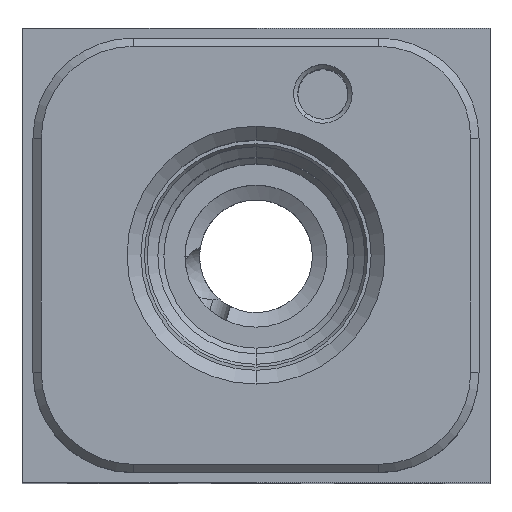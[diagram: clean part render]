
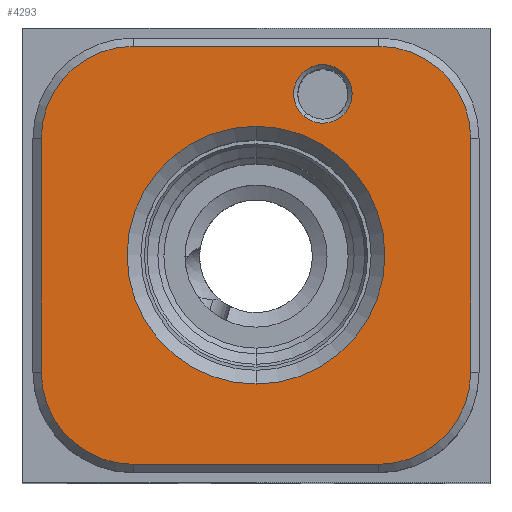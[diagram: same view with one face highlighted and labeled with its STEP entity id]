
A CAD part, top view. The second image highlights one B-rep face of the part: STEP entity #4293.
In plain terms, the highlighted planar face has unit normal (0, 0, 1).
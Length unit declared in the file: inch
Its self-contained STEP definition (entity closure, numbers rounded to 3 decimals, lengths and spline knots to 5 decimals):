
#1466=CARTESIAN_POINT('',(1.125,1.453,2.906));
#1467=DIRECTION('',(0.,0.,-1.));
#1468=DIRECTION('',(-0.643,-0.766,0.));
#1469=AXIS2_PLACEMENT_3D('',#1466,#1467,#1468);
#1471=CARTESIAN_POINT('',(1.125,1.453,2.906));
#1472=DIRECTION('',(0.,0.,-1.));
#1473=DIRECTION('',(0.643,0.766,0.));
#1474=AXIS2_PLACEMENT_3D('',#1471,#1472,#1473);
#1476=CARTESIAN_POINT('',(0.875,0.85,2.906));
#1477=DIRECTION('',(0.,0.,-1.));
#1478=DIRECTION('',(0.,-1.,0.));
#1479=AXIS2_PLACEMENT_3D('',#1476,#1477,#1478);
#1481=CARTESIAN_POINT('',(0.875,0.85,2.906));
#1482=DIRECTION('',(0.,0.,-1.));
#1483=DIRECTION('',(0.,1.,0.));
#1484=AXIS2_PLACEMENT_3D('',#1481,#1482,#1483);
#1486=CARTESIAN_POINT('',(1.334,0.412,2.906));
#1487=DIRECTION('',(0.,0.,-1.));
#1488=DIRECTION('',(1.,0.,0.));
#1489=AXIS2_PLACEMENT_3D('',#1486,#1487,#1488);
#1500=DIRECTION('',(0.,-1.,0.));
#1501=VECTOR('',#1500,0.875);
#1502=CARTESIAN_POINT('',(1.678,1.287,2.906));
#1503=LINE('',#1502,#1501);
#1512=CARTESIAN_POINT('',(1.334,1.287,2.906));
#1513=DIRECTION('',(0.,0.,-1.));
#1514=DIRECTION('',(0.,1.,0.));
#1515=AXIS2_PLACEMENT_3D('',#1512,#1513,#1514);
#1526=DIRECTION('',(1.,0.,0.));
#1527=VECTOR('',#1526,0.918);
#1528=CARTESIAN_POINT('',(0.416,1.631,2.906));
#1529=LINE('',#1528,#1527);
#1538=CARTESIAN_POINT('',(0.416,1.287,2.906));
#1539=DIRECTION('',(0.,0.,-1.));
#1540=DIRECTION('',(-1.,0.,0.));
#1541=AXIS2_PLACEMENT_3D('',#1538,#1539,#1540);
#1552=DIRECTION('',(0.,1.,0.));
#1553=VECTOR('',#1552,0.875);
#1554=CARTESIAN_POINT('',(0.072,0.412,2.906));
#1555=LINE('',#1554,#1553);
#1560=CARTESIAN_POINT('',(0.416,0.412,2.906));
#1561=DIRECTION('',(0.,0.,-1.));
#1562=DIRECTION('',(0.,-1.,0.));
#1563=AXIS2_PLACEMENT_3D('',#1560,#1561,#1562);
#1578=DIRECTION('',(-1.,0.,0.));
#1579=VECTOR('',#1578,0.918);
#1580=CARTESIAN_POINT('',(1.334,0.068,2.906));
#1581=LINE('',#1580,#1579);
#3187=CARTESIAN_POINT('',(1.05461,1.36912,2.906));
#3188=CARTESIAN_POINT('',(1.19539,1.53688,2.906));
#3189=VERTEX_POINT('',#3187);
#3190=VERTEX_POINT('',#3188);
#3227=CARTESIAN_POINT('',(0.875,1.332,2.906));
#3228=VERTEX_POINT('',#3227);
#3237=CARTESIAN_POINT('',(0.875,0.368,2.906));
#3238=VERTEX_POINT('',#3237);
#3263=CARTESIAN_POINT('',(0.072,0.412,2.906));
#3264=CARTESIAN_POINT('',(0.072,1.287,2.906));
#3265=VERTEX_POINT('',#3263);
#3266=VERTEX_POINT('',#3264);
#3271=CARTESIAN_POINT('',(0.416,1.631,2.906));
#3272=VERTEX_POINT('',#3271);
#3275=CARTESIAN_POINT('',(1.334,1.631,2.906));
#3276=VERTEX_POINT('',#3275);
#3279=CARTESIAN_POINT('',(1.678,1.287,2.906));
#3280=VERTEX_POINT('',#3279);
#3283=CARTESIAN_POINT('',(1.678,0.412,2.906));
#3284=VERTEX_POINT('',#3283);
#3287=CARTESIAN_POINT('',(1.334,0.068,2.906));
#3288=VERTEX_POINT('',#3287);
#3291=CARTESIAN_POINT('',(0.416,0.068,2.906));
#3292=VERTEX_POINT('',#3291);
#4260=CARTESIAN_POINT('',(0.,0.,2.906));
#4261=DIRECTION('',(0.,0.,1.));
#4262=DIRECTION('',(0.,1.,0.));
#4263=AXIS2_PLACEMENT_3D('',#4260,#4261,#4262);
#4264=PLANE('',#4263);
#4266=ORIENTED_EDGE('',*,*,#4265,.T.);
#4268=ORIENTED_EDGE('',*,*,#4267,.T.);
#4270=ORIENTED_EDGE('',*,*,#4269,.T.);
#4272=ORIENTED_EDGE('',*,*,#4271,.T.);
#4274=ORIENTED_EDGE('',*,*,#4273,.T.);
#4276=ORIENTED_EDGE('',*,*,#4275,.T.);
#4278=ORIENTED_EDGE('',*,*,#4277,.T.);
#4280=ORIENTED_EDGE('',*,*,#4279,.T.);
#4281=EDGE_LOOP('',(#4266,#4268,#4270,#4272,#4274,#4276,#4278,#4280));
#4282=FACE_OUTER_BOUND('',#4281,.F.);
#4284=ORIENTED_EDGE('',*,*,#4283,.F.);
#4286=ORIENTED_EDGE('',*,*,#4285,.F.);
#4287=EDGE_LOOP('',(#4284,#4286));
#4288=FACE_BOUND('',#4287,.F.);
#4289=ORIENTED_EDGE('',*,*,#4242,.F.);
#4290=ORIENTED_EDGE('',*,*,#4253,.F.);
#4291=EDGE_LOOP('',(#4289,#4290));
#4292=FACE_BOUND('',#4291,.F.);
#4293=ADVANCED_FACE('',(#4282,#4288,#4292),#4264,.T.);
#1470=CIRCLE('',#1469,0.1095);
#1475=CIRCLE('',#1474,0.1095);
#1480=CIRCLE('',#1479,0.482);
#1485=CIRCLE('',#1484,0.482);
#1490=CIRCLE('',#1489,0.344);
#1516=CIRCLE('',#1515,0.344);
#1542=CIRCLE('',#1541,0.344);
#1564=CIRCLE('',#1563,0.344);
#4242=EDGE_CURVE('',#3238,#3228,#1480,.T.);
#4253=EDGE_CURVE('',#3228,#3238,#1485,.T.);
#4265=EDGE_CURVE('',#3284,#3288,#1490,.T.);
#4267=EDGE_CURVE('',#3288,#3292,#1581,.T.);
#4269=EDGE_CURVE('',#3292,#3265,#1564,.T.);
#4271=EDGE_CURVE('',#3265,#3266,#1555,.T.);
#4273=EDGE_CURVE('',#3266,#3272,#1542,.T.);
#4275=EDGE_CURVE('',#3272,#3276,#1529,.T.);
#4277=EDGE_CURVE('',#3276,#3280,#1516,.T.);
#4279=EDGE_CURVE('',#3280,#3284,#1503,.T.);
#4283=EDGE_CURVE('',#3189,#3190,#1470,.T.);
#4285=EDGE_CURVE('',#3190,#3189,#1475,.T.);
